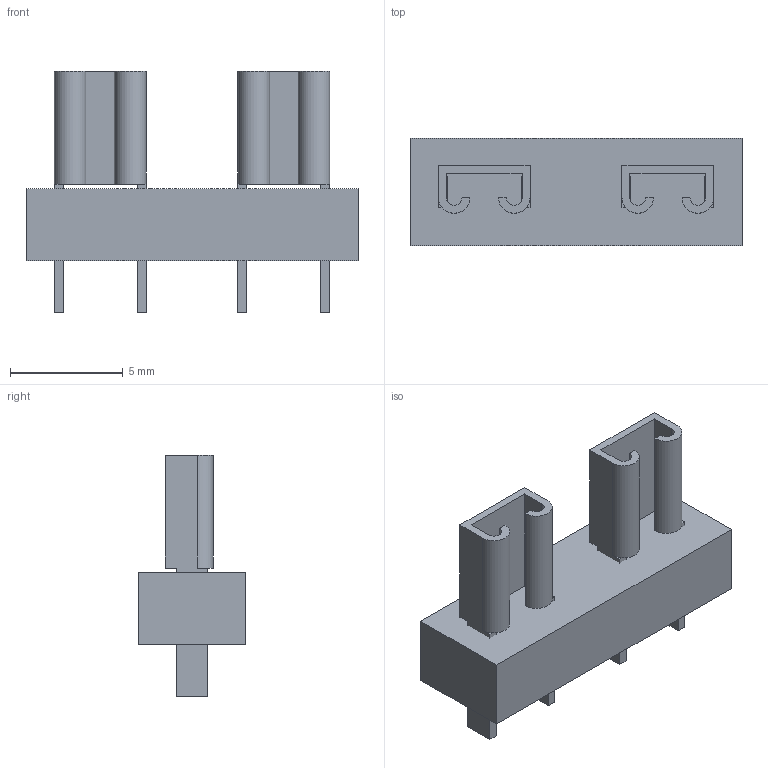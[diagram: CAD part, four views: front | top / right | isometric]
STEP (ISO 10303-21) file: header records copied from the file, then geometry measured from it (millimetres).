
FILE_DESCRIPTION( ( '' ), ' ' );
FILE_NAME( '5be15f8d5737e615062cd873.step', '2018-11-06T09:31:57', ( '' ), ( '' ), ' ', ' ', ' ' );
FILE_SCHEMA( ( 'AUTOMOTIVE_DESIGN { 1 0 10303 214 1 1 1 1 }' ) );
Length unit declared in the file: metre
Products named in the file (3): Open CASCADE STEP translator 6.8 2; Open CASCADE STEP translator 6.8 1
Bounding box: 14.7 x 4.75 x 10.7 mm (x, y, z)
Volume: 269.5 mm3; surface area: 557.3 mm2
Topology: 3 solids, 3 shells, 62 faces, 156 edges, 100 vertices
Faces by surface type: plane 54, cylinder 8
Entity records: 3140 total; most frequent: CARTESIAN_POINT 321, ORIENTED_EDGE 312, DIRECTION 310, STYLED_ITEM 218, PRESENTATION_STYLE_ASSIGNMENT 218, COLOUR_RGB 218, EDGE_CURVE 156, CURVE_STYLE 156
